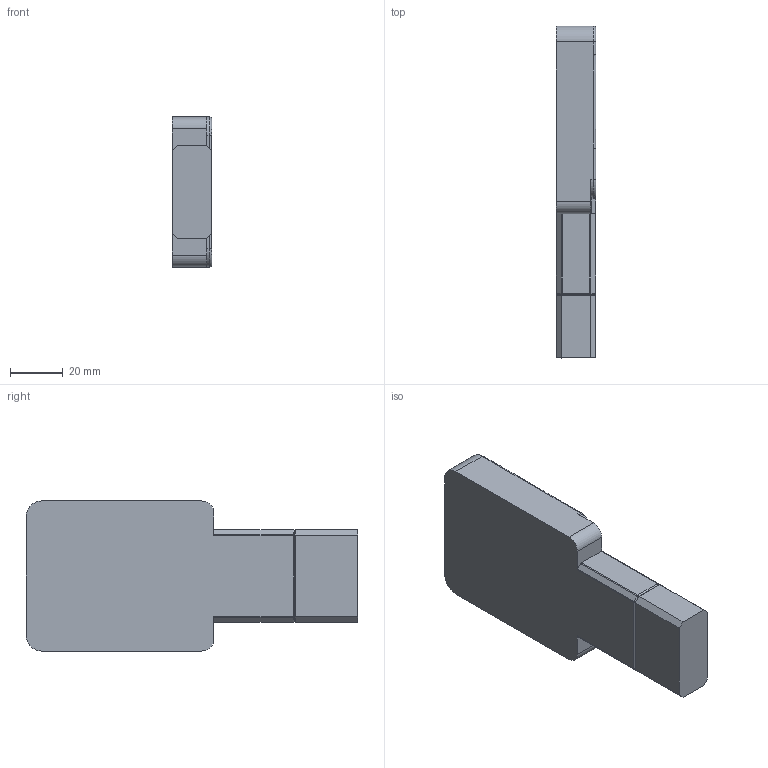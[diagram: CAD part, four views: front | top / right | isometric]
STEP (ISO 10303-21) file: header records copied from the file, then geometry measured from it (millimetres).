
FILE_DESCRIPTION(('CATIA V5 STEP Exchange'),'2;1');
FILE_NAME('XT2 4P W PLUG KIT APPLICATION.stp','2021-07-08T12:44:15+00:00',('none'),('none'),'CATIA Version 5-6 Release 2014 SP7','CATIA V5 STEP AP203','none');
FILE_SCHEMA(('CONFIG_CONTROL_DESIGN'));
Length unit declared in the file: millimetre
Products named in the file (1): XT2 4P W PLUG KIT APPLICATION
Assembly tree (1 placements, depth 2):
  XT2 4P W PLUG KIT APPLICATION
    #57
Bounding box: 15 x 125.5 x 56.75 mm (x, y, z)
Volume: 87778 mm3; surface area: 17029.7 mm2
Topology: 1 solids, 1 shells, 91 faces, 243 edges, 148 vertices
Faces by surface type: plane 40, cylinder 33, sphere 8, torus 8, extrusion 2
Entity records: 2751 total; most frequent: CARTESIAN_POINT 525, ORIENTED_EDGE 470, DIRECTION 398, EDGE_CURVE 235, AXIS2_PLACEMENT_3D 159, VECTOR 155, LINE 153, VERTEX_POINT 148
